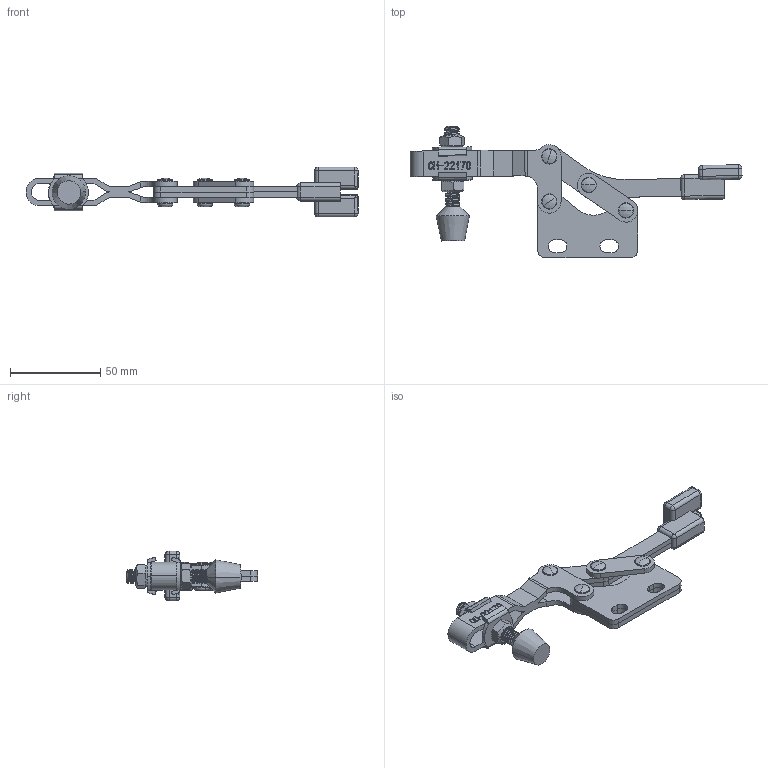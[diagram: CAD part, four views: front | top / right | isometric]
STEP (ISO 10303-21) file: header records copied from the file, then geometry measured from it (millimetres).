
FILE_DESCRIPTION (( 'STEP AP203' ), '1' );
FILE_NAME ('CH-22170.STEP', '2017-11-18T03:14:23', ( 'Windows' ), ( 'Microsoft' ), 'SwSTEP 2.0', 'SolidWorks 2015', '' );
FILE_SCHEMA (( 'CONFIG_CONTROL_DESIGN' ));
Length unit declared in the file: millimetre
Products named in the file (11): CH-22170; 22165-01; 22165-04; 22165-06; FW516; FC-56212-01; FC-56212; 22170-01; 22165-03; 22170-02; 22165-05
Assembly tree (17 placements, depth 3):
  CH-22170
    22165-01
      22165-03
      22165-05
    22165-04  x2
    22165-06  x4
    FW516  x2
    FC-56212-01  x2
    FC-56212
    22170-01  x2
    22170-02
Bounding box: 184.16 x 72.8 x 27.6 mm (x, y, z)
Volume: 42813.3 mm3; surface area: 37771 mm2
Topology: 17 solids, 17 shells, 822 faces, 2178 edges, 1402 vertices
Faces by surface type: plane 343, cylinder 268, bspline 124, cone 35, torus 32, sphere 20
Entity records: 32351 total; most frequent: CARTESIAN_POINT 15490, ORIENTED_EDGE 3574, DIRECTION 2710, EDGE_CURVE 1787, VERTEX_POINT 1168, LINE 1066, VECTOR 1066, AXIS2_PLACEMENT_3D 822
